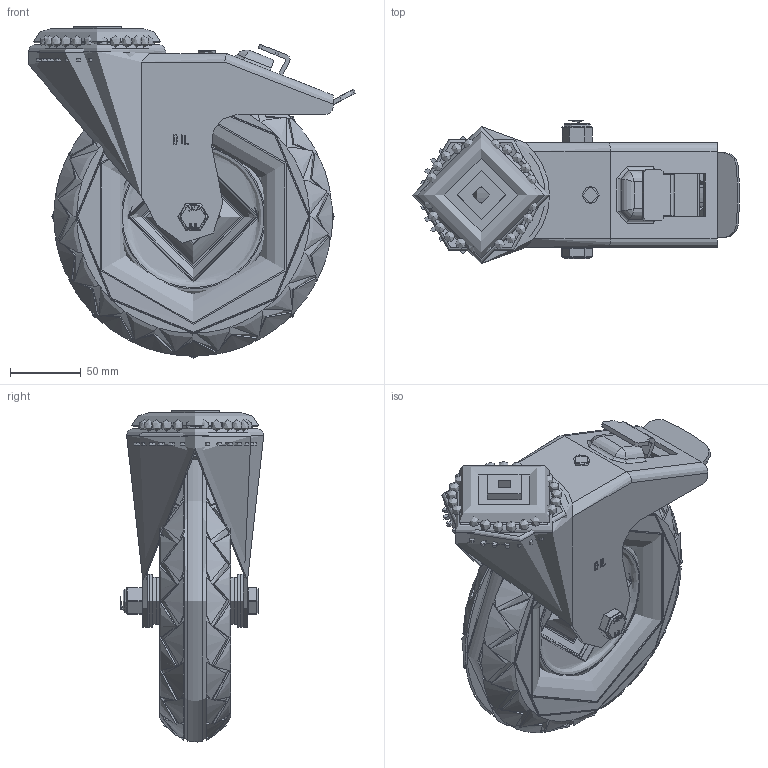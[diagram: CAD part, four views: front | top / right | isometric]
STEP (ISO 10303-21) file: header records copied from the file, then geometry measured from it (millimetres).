
FILE_DESCRIPTION(/* description */ (''),/* implementation_level */ '2;1');
FILE_NAME(/* name */ 'BZPC200MRBBH12SWB.step',/* time_stamp */ '2024-10-29T16:00:44Z',/* author */ (''),/* organization */ (''),/* preprocessor_version */ 'ST-DEVELOPER v20',/* originating_system */ 'Autodesk Translation Framework v13.20.0.188',/* authorisation */ '');
FILE_SCHEMA (('AUTOMOTIVE_DESIGN { 1 0 10303 214 3 1 1 }'));
Length unit declared in the file: millimetre
Products named in the file (47): BZPC200MRBBH12SWB; BZMM200ASBH12SWB - 68 v1; ZINC PLATED, PRESSED STEEL HEAD; ZINC PLATED, PRESSED STEEL HEAD Geometry; ZINC PLATED, PRESSED STEEL FORKS; ZINC PLATED, PRESSED STEEL FORKS Geometry; BOLT; NYLOC THIN NUT; NUT; SEAL; BRAKE PAD; BRAKE PAD Geometry; BRAKE BOLT; ZINC PLATED, PRESSED STEEL BRAKE PEDAL; BZWPMR200202R v1; BZWPMR200202R; PNEUMATIC TYRE ON STEEL RIM; RIM; CAPS; ROLLER BEARING; CAGE; Pattern; Component2; PNEUMATIC TYRE; INNER TUBE; VALVE; CAP; TUBEM20X65X12 v1; ZINC PLATED STEEL TUBE; WP20X40X2 v1; NYLON WASHER; Component1; WP20X40X2 v1 (1); NYLON WASHER (1); Component1 (1); WP20X40X2 v1 (2); NYLON WASHER (2); Component1 (2); WP20X40X2 v1 (3); NYLON WASHER (3) ...
Assembly tree (55 placements, depth 6):
  BZPC200MRBBH12SWB
    BZMM200ASBH12SWB - 68 v1
      ZINC PLATED, PRESSED STEEL HEAD
        ZINC PLATED, PRESSED STEEL HEAD Geometry
      ZINC PLATED, PRESSED STEEL FORKS
        ZINC PLATED, PRESSED STEEL FORKS Geometry
        BOLT
        NYLOC THIN NUT
          NUT
          SEAL
      BRAKE PAD
        BRAKE PAD Geometry
        BRAKE BOLT
      ZINC PLATED, PRESSED STEEL BRAKE PEDAL
    BZWPMR200202R v1
      BZWPMR200202R
      PNEUMATIC TYRE ON STEEL RIM
        RIM
        CAPS
        ROLLER BEARING
          CAGE
          Pattern
            Component2  x10
        PNEUMATIC TYRE
        INNER TUBE
        VALVE
        CAP
    TUBEM20X65X12 v1
      ZINC PLATED STEEL TUBE
    WP20X40X2 v1
      NYLON WASHER
        Component1
    WP20X40X2 v1 (1)
      NYLON WASHER (1)
        Component1 (1)
    WP20X40X2 v1 (2)
      NYLON WASHER (2)
        Component1 (2)
    WP20X40X2 v1 (3)
      NYLON WASHER (3)
        Component1 (3)
    HEXBOLTM12X90Z8.8 v2
      GRADE 8.8 ZINC PLATED BOLT
    NYLOCM12Z14MM v1
      NYLOC NUT
        NUT (1)
        RUBBER
Bounding box: 231.38 x 101.5 x 234.94 mm (x, y, z)
Volume: 1210799.3 mm3; surface area: 446357.9 mm2
Topology: 79 solids, 80 shells, 1400 faces, 3625 edges, 2340 vertices
Faces by surface type: plane 432, bspline 379, cylinder 293, torus 149, cone 76, sphere 71
Full cylindrical faces by diameter (mm): 5 x10, 6 x5, 7 x4, 8 x1, 9 x1, 9.5 x1, 9.836 x16, 10 x2, 11.834 x16, 12 x4, 12.2 x1, 12.3 x3, 14 x2, 17.75 x1, 18.5 x1, 19.9 x1, 20 x1, 20.5 x2, 21 x4, 24 x1, 29.5 x1, 30 x3, 33.5 x4, 34 x1, 37.5 x5, 39 x1, 51 x1, 58 x1, 78 x1, 91 x1
Entity records: 67731 total; most frequent: CARTESIAN_POINT 34941, ORIENTED_EDGE 6998, DIRECTION 5850, EDGE_CURVE 3499, VERTEX_POINT 2322, AXIS2_PLACEMENT_3D 2197, EDGE_LOOP 1503, LINE 1456
